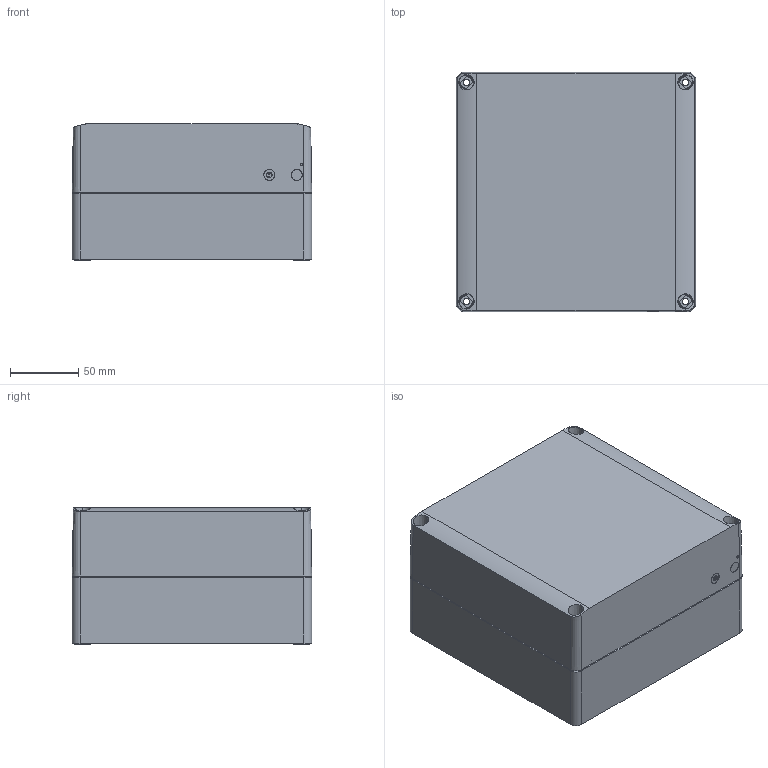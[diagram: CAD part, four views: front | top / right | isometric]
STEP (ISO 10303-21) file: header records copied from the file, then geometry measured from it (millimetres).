
FILE_DESCRIPTION((''),'2;1');
FILE_NAME('SPCP181810G_ASM','2008-12-08T',('pasi_koskela'),(''),'PRO/ENGINEER BY PARAMETRIC TECHNOLOGY CORPORATION, 2008250','PRO/ENGINEER BY PARAMETRIC TECHNOLOGY CORPORATION, 2008250','');
FILE_SCHEMA(('AUTOMOTIVE_DESIGN_CC2 { 1 2 10303 214 -1 1 5 2 }'));
Length unit declared in the file: millimetre
Products named in the file (3): SPCP181805B; SPCG181805L; SPCP181810G_ASM
Assembly tree (2 placements, depth 2):
  SPCP181810G_ASM
    SPCP181805B
    SPCG181805L
Bounding box: 175 x 175 x 100 mm (x, y, z)
Volume: 442410.8 mm3; surface area: 276739.8 mm2
Topology: 2 solids, 2 shells, 986 faces, 2597 edges, 1688 vertices
Faces by surface type: plane 600, cylinder 212, cone 106, bspline 48, torus 20
Entity records: 46687 total; most frequent: CARTESIAN_POINT 16253, ORIENTED_EDGE 5188, DIRECTION 4612, EDGE_CURVE 2594, PRESENTATION_STYLE_ASSIGNMENT 2058, STYLED_ITEM 2058, CURVE_STYLE 2057, VECTOR 1788
